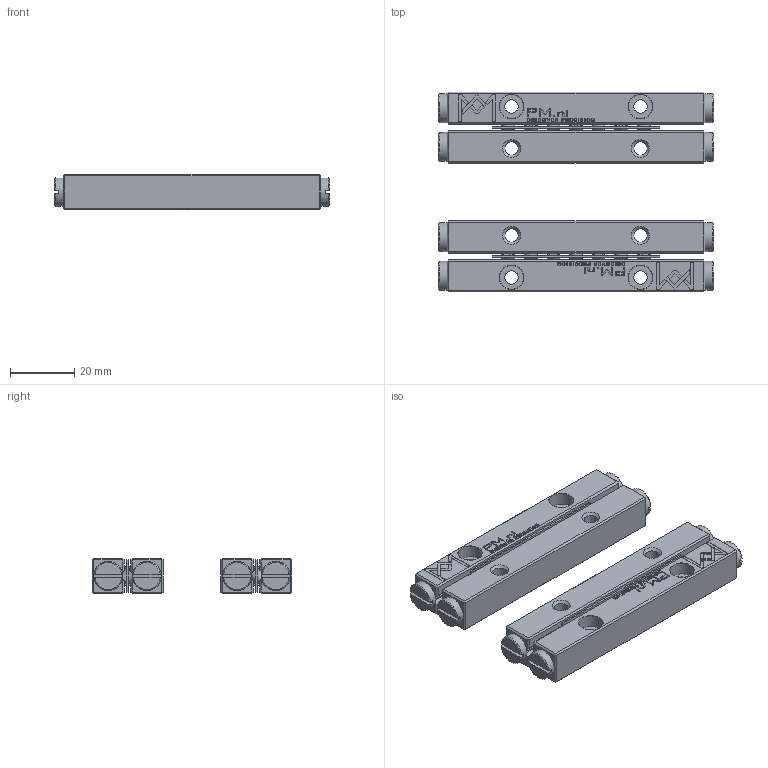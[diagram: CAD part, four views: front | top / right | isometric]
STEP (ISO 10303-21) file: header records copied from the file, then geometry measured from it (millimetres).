
FILE_DESCRIPTION(/* description */ (''),/* implementation_level */ '2;1');
FILE_NAME(/* name */ 'Set RSD-4080x7AA_stp_stp.stp',/* time_stamp */ '2025-05-21T16:07:39+02:00',/* author */ (''),/* organization */ (''),/* preprocessor_version */ 'ST-DEVELOPER v16.7',/* originating_system */ 'SIEMENS PLM Software NX 12.0',/* authorisation */ '');
FILE_SCHEMA (('AUTOMOTIVE_DESIGN { 1 0 10303 214 3 1 1 1 }'));
Products named in the file (1): Set RSD-4080x7AA_stp_stp
Bounding box: 85.4 x 62 x 11 mm (x, y, z)
Volume: 33503 mm3; surface area: 21278.1 mm2
Topology: 28 solids, 28 shells, 1970 faces, 5032 edges, 3274 vertices
Faces by surface type: plane 1264, bspline 360, cylinder 262, cone 84
Full cylindrical faces by diameter (mm): 2.6 x8, 3 x8, 3.2 x8, 4 x14, 4.2 x8, 7.5 x8, 9 x8
Entity records: 68206 total; most frequent: CARTESIAN_POINT 15119, ORIENTED_EDGE 9704, DIRECTION 7946, EDGE_CURVE 4852, LINE 3476, VECTOR 3476, VERTEX_POINT 3232, EDGE_LOOP 2300
